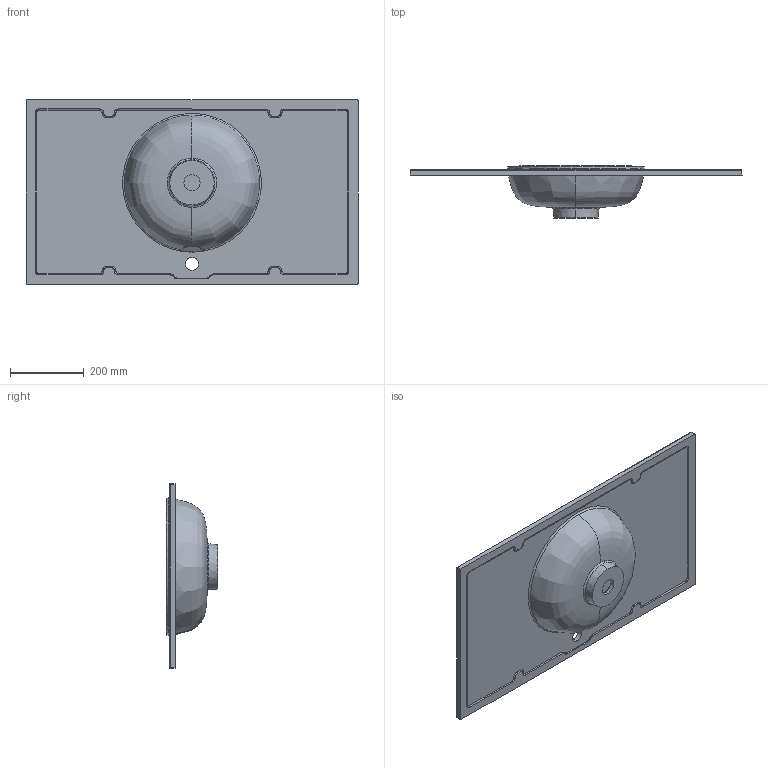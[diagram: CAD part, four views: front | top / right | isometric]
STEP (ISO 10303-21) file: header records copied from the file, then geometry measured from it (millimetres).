
FILE_DESCRIPTION (( 'STEP AP203' ), '1' );
FILE_NAME ('6301540911.STEP', '2020-12-16T22:44:30', ( '' ), ( '' ), 'SwSTEP 2.0', 'SolidWorks 2019', '' );
FILE_SCHEMA (( 'CONFIG_CONTROL_DESIGN' ));
Length unit declared in the file: millimetre
Products named in the file (1): 6301540911
Bounding box: 900 x 140.86 x 500 mm (x, y, z)
Volume: 7044151.4 mm3; surface area: 1090708.8 mm2
Topology: 2 solids, 2 shells, 141 faces, 366 edges, 224 vertices
Faces by surface type: bspline 63, cylinder 38, cone 14, plane 11, torus 10, sphere 5
Entity records: 16826 total; most frequent: CARTESIAN_POINT 13809, ORIENTED_EDGE 714, DIRECTION 503, EDGE_CURVE 357, VERTEX_POINT 222, AXIS2_PLACEMENT_3D 207, EDGE_LOOP 147, ADVANCED_FACE 141
